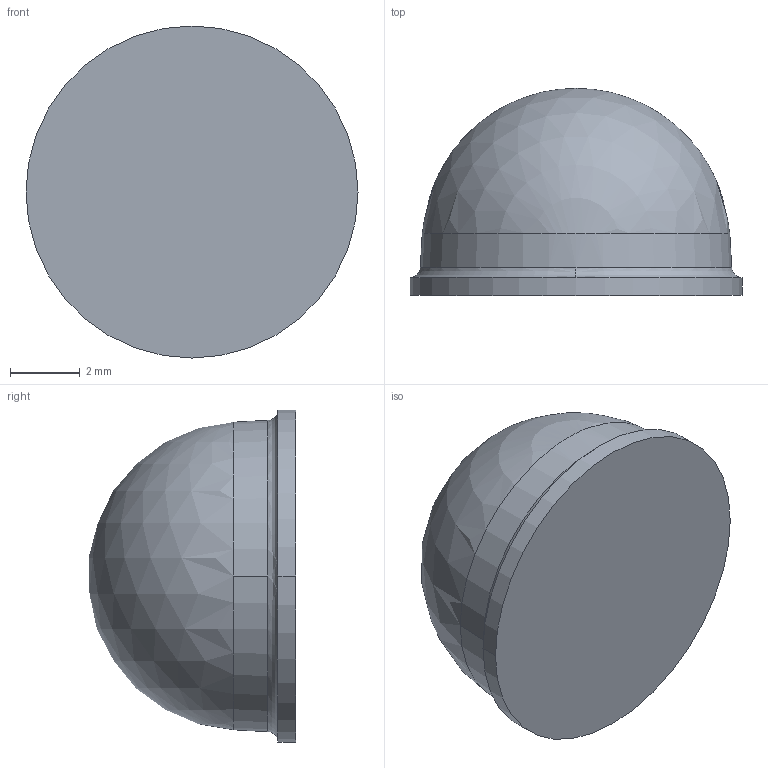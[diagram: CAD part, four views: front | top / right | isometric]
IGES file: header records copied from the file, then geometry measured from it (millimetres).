
Global section: file name: No Iges File Name specified; native system: Autodesk Inventor 2011; preprocessor: AutoDesk Inventor Iges Exporter R2011; author: Administrator; date: 20101112.151505; units: inch
Bounding box: 9.53 x 5.94 x 9.53 mm (x, y, z)
Volume: 282.3 mm3; surface area: 243.4 mm2
Topology: 1 solids, 1 shells, 8 faces, 18 edges, 12 vertices
Faces by surface type: cylinder 2, bspline 2, cone 2, sphere 1, plane 1
